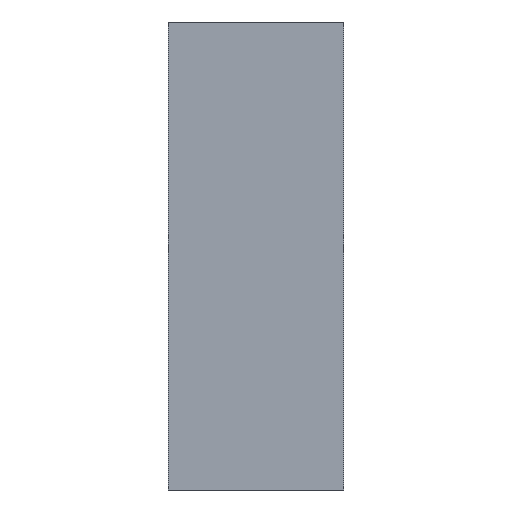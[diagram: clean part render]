
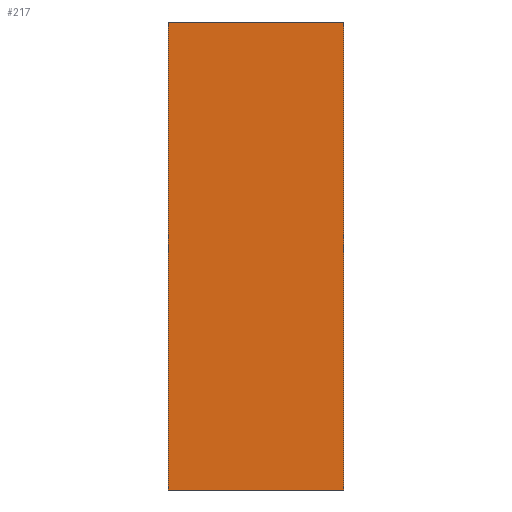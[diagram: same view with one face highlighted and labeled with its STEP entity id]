
A CAD part, left-side view. The second image highlights one B-rep face of the part: STEP entity #217.
In plain terms, the highlighted planar face has unit normal (-1, 0, 0).
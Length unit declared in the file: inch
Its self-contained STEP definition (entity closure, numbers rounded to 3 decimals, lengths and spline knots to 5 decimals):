
#18=LINE('',#350,#34);
#26=LINE('',#367,#42);
#27=LINE('',#373,#43);
#28=LINE('',#374,#44);
#34=VECTOR('',#286,0.3937);
#42=VECTOR('',#300,0.3937);
#43=VECTOR('',#307,0.3937);
#44=VECTOR('',#308,0.3937);
#63=FACE_OUTER_BOUND('',#80,.T.);
#80=EDGE_LOOP('',(#178,#179,#180,#181));
#106=VERTEX_POINT('',#347);
#107=VERTEX_POINT('',#349);
#112=VERTEX_POINT('',#363);
#113=VERTEX_POINT('',#365);
#128=EDGE_CURVE('',#106,#107,#18,.T.);
#137=EDGE_CURVE('',#112,#113,#26,.T.);
#140=EDGE_CURVE('',#106,#112,#27,.T.);
#141=EDGE_CURVE('',#107,#113,#28,.T.);
#178=ORIENTED_EDGE('',*,*,#140,.T.);
#179=ORIENTED_EDGE('',*,*,#137,.T.);
#180=ORIENTED_EDGE('',*,*,#141,.F.);
#181=ORIENTED_EDGE('',*,*,#128,.F.);
#207=PLANE('',#252);
#217=ADVANCED_FACE('',(#63),#207,.T.);
#252=AXIS2_PLACEMENT_3D('',#372,#305,#306);
#286=DIRECTION('',(0.,0.,1.));
#300=DIRECTION('',(0.,0.,1.));
#305=DIRECTION('center_axis',(-1.,0.,0.));
#306=DIRECTION('ref_axis',(0.,-1.,0.));
#307=DIRECTION('',(0.,-1.,0.));
#308=DIRECTION('',(0.,-1.,0.));
#347=CARTESIAN_POINT('',(0.,0.75,0.));
#349=CARTESIAN_POINT('',(0.,0.75,2.));
#350=CARTESIAN_POINT('',(0.,0.75,0.));
#363=CARTESIAN_POINT('',(0.,0.,0.));
#365=CARTESIAN_POINT('',(0.,0.,2.));
#367=CARTESIAN_POINT('',(0.,0.,0.));
#372=CARTESIAN_POINT('Origin',(0.,0.75,0.));
#373=CARTESIAN_POINT('',(0.,0.75,0.));
#374=CARTESIAN_POINT('',(0.,0.75,2.));
